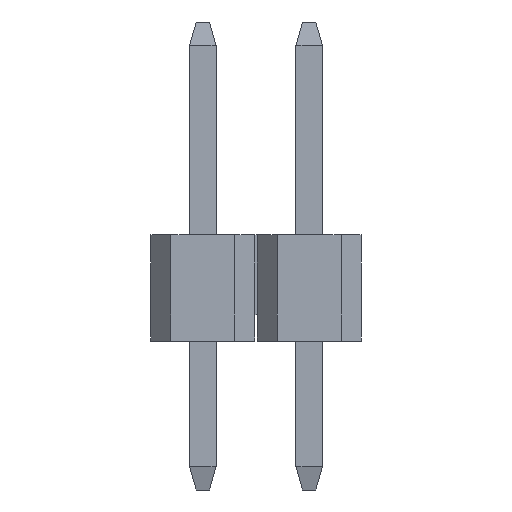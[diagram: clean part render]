
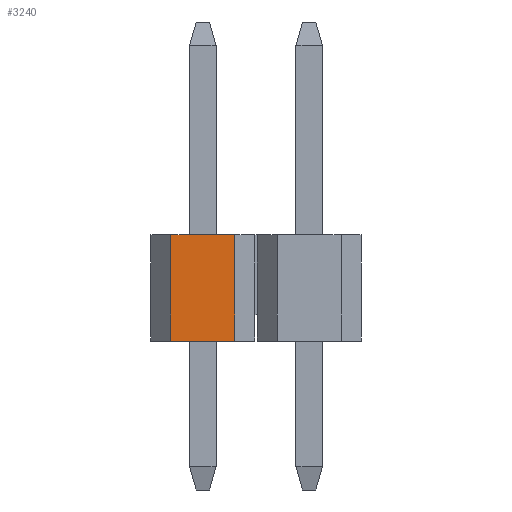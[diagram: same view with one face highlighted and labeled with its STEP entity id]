
A CAD part, left-side view. The second image highlights one B-rep face of the part: STEP entity #3240.
In plain terms, the highlighted planar face has unit normal (-1, 0, 0).
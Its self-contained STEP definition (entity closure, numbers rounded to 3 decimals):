
#55 = PLANE('',#56);
#56 = AXIS2_PLACEMENT_3D('',#57,#58,#59);
#57 = CARTESIAN_POINT('',(0.,-1.995,2.));
#58 = DIRECTION('',(0.,0.,1.));
#59 = DIRECTION('',(0.,1.,0.));
#2423 = PLANE('',#2424);
#2424 = AXIS2_PLACEMENT_3D('',#2425,#2426,#2427);
#2425 = CARTESIAN_POINT('',(-0.8,0.793,0.)
  );
#2426 = DIRECTION('',(-0.684,0.73,0.)
  );
#2427 = DIRECTION('',(-0.73,-0.684,0.
    ));
#2474 = PLANE('',#2475);
#2475 = AXIS2_PLACEMENT_3D('',#2476,#2477,#2478);
#2476 = CARTESIAN_POINT('',(-0.8,-0.783,
    0.));
#2477 = DIRECTION('',(-0.684,-0.73,0.
    ));
#2478 = DIRECTION('',(0.73,-0.684,0.
    ));
#2500 = PLANE('',#2501);
#2501 = AXIS2_PLACEMENT_3D('',#2502,#2503,#2504);
#2502 = CARTESIAN_POINT('',(0.,-1.995,
    0.));
#2503 = DIRECTION('',(0.,0.,1.));
#2504 = DIRECTION('',(0.,1.,0.));
#2897 = VERTEX_POINT('',#2898);
#2898 = CARTESIAN_POINT('',(-1.,-0.595,
    0.));
#2919 = EDGE_CURVE('',#2897,#2920,#2922,.T.);
#2920 = VERTEX_POINT('',#2921);
#2921 = CARTESIAN_POINT('',(-1.,0.605,0.));
#2922 = SURFACE_CURVE('',#2923,(#2927,#2934),.PCURVE_S1.);
#2923 = LINE('',#2924,#2925);
#2924 = CARTESIAN_POINT('',(-1.,-0.595,
    0.));
#2925 = VECTOR('',#2926,1.);
#2926 = DIRECTION('',(0.,1.,0.));
#2927 = PCURVE('',#2500,#2928);
#2928 = DEFINITIONAL_REPRESENTATION('',(#2929),#2933);
#2929 = LINE('',#2930,#2931);
#2930 = CARTESIAN_POINT('',(1.4,1.));
#2931 = VECTOR('',#2932,1.);
#2932 = DIRECTION('',(1.,0.));
#2933 = ( GEOMETRIC_REPRESENTATION_CONTEXT(2) 
PARAMETRIC_REPRESENTATION_CONTEXT() REPRESENTATION_CONTEXT('2D SPACE',''
  ) );
#2934 = PCURVE('',#2935,#2940);
#2935 = PLANE('',#2936);
#2936 = AXIS2_PLACEMENT_3D('',#2937,#2938,#2939);
#2937 = CARTESIAN_POINT('',(-1.,0.005,
    0.));
#2938 = DIRECTION('',(-1.,0.,0.));
#2939 = DIRECTION('',(0.,-1.,0.));
#2940 = DEFINITIONAL_REPRESENTATION('',(#2941),#2945);
#2941 = LINE('',#2942,#2943);
#2942 = CARTESIAN_POINT('',(0.6,0.));
#2943 = VECTOR('',#2944,1.);
#2944 = DIRECTION('',(-1.,0.));
#2945 = ( GEOMETRIC_REPRESENTATION_CONTEXT(2) 
PARAMETRIC_REPRESENTATION_CONTEXT() REPRESENTATION_CONTEXT('2D SPACE',''
  ) );
#3195 = VERTEX_POINT('',#3196);
#3196 = CARTESIAN_POINT('',(-1.,-0.595,2.));
#3217 = EDGE_CURVE('',#2897,#3195,#3218,.T.);
#3218 = SURFACE_CURVE('',#3219,(#3223,#3230),.PCURVE_S1.);
#3219 = LINE('',#3220,#3221);
#3220 = CARTESIAN_POINT('',(-1.,-0.595,
    0.));
#3221 = VECTOR('',#3222,1.);
#3222 = DIRECTION('',(0.,0.,1.));
#3223 = PCURVE('',#2474,#3224);
#3224 = DEFINITIONAL_REPRESENTATION('',(#3225),#3229);
#3225 = LINE('',#3226,#3227);
#3226 = CARTESIAN_POINT('',(-0.274,0.));
#3227 = VECTOR('',#3228,1.);
#3228 = DIRECTION('',(0.,1.));
#3229 = ( GEOMETRIC_REPRESENTATION_CONTEXT(2) 
PARAMETRIC_REPRESENTATION_CONTEXT() REPRESENTATION_CONTEXT('2D SPACE',''
  ) );
#3230 = PCURVE('',#2935,#3231);
#3231 = DEFINITIONAL_REPRESENTATION('',(#3232),#3236);
#3232 = LINE('',#3233,#3234);
#3233 = CARTESIAN_POINT('',(0.6,0.));
#3234 = VECTOR('',#3235,1.);
#3235 = DIRECTION('',(0.,1.));
#3236 = ( GEOMETRIC_REPRESENTATION_CONTEXT(2) 
PARAMETRIC_REPRESENTATION_CONTEXT() REPRESENTATION_CONTEXT('2D SPACE',''
  ) );
#3240 = ADVANCED_FACE('',(#3241),#2935,.T.);
#3241 = FACE_BOUND('',#3242,.T.);
#3242 = EDGE_LOOP('',(#3243,#3266,#3287,#3288));
#3243 = ORIENTED_EDGE('',*,*,#3244,.T.);
#3244 = EDGE_CURVE('',#3195,#3245,#3247,.T.);
#3245 = VERTEX_POINT('',#3246);
#3246 = CARTESIAN_POINT('',(-1.,0.605,2.));
#3247 = SURFACE_CURVE('',#3248,(#3252,#3259),.PCURVE_S1.);
#3248 = LINE('',#3249,#3250);
#3249 = CARTESIAN_POINT('',(-1.,-0.595,2.));
#3250 = VECTOR('',#3251,1.);
#3251 = DIRECTION('',(0.,1.,0.));
#3252 = PCURVE('',#2935,#3253);
#3253 = DEFINITIONAL_REPRESENTATION('',(#3254),#3258);
#3254 = LINE('',#3255,#3256);
#3255 = CARTESIAN_POINT('',(0.6,2.));
#3256 = VECTOR('',#3257,1.);
#3257 = DIRECTION('',(-1.,0.));
#3258 = ( GEOMETRIC_REPRESENTATION_CONTEXT(2) 
PARAMETRIC_REPRESENTATION_CONTEXT() REPRESENTATION_CONTEXT('2D SPACE',''
  ) );
#3259 = PCURVE('',#55,#3260);
#3260 = DEFINITIONAL_REPRESENTATION('',(#3261),#3265);
#3261 = LINE('',#3262,#3263);
#3262 = CARTESIAN_POINT('',(1.4,1.));
#3263 = VECTOR('',#3264,1.);
#3264 = DIRECTION('',(1.,0.));
#3265 = ( GEOMETRIC_REPRESENTATION_CONTEXT(2) 
PARAMETRIC_REPRESENTATION_CONTEXT() REPRESENTATION_CONTEXT('2D SPACE',''
  ) );
#3266 = ORIENTED_EDGE('',*,*,#3267,.F.);
#3267 = EDGE_CURVE('',#2920,#3245,#3268,.T.);
#3268 = SURFACE_CURVE('',#3269,(#3273,#3280),.PCURVE_S1.);
#3269 = LINE('',#3270,#3271);
#3270 = CARTESIAN_POINT('',(-1.,0.605,0.));
#3271 = VECTOR('',#3272,1.);
#3272 = DIRECTION('',(0.,0.,1.));
#3273 = PCURVE('',#2935,#3274);
#3274 = DEFINITIONAL_REPRESENTATION('',(#3275),#3279);
#3275 = LINE('',#3276,#3277);
#3276 = CARTESIAN_POINT('',(-0.6,0.));
#3277 = VECTOR('',#3278,1.);
#3278 = DIRECTION('',(0.,1.));
#3279 = ( GEOMETRIC_REPRESENTATION_CONTEXT(2) 
PARAMETRIC_REPRESENTATION_CONTEXT() REPRESENTATION_CONTEXT('2D SPACE',''
  ) );
#3280 = PCURVE('',#2423,#3281);
#3281 = DEFINITIONAL_REPRESENTATION('',(#3282),#3286);
#3282 = LINE('',#3283,#3284);
#3283 = CARTESIAN_POINT('',(0.274,0.));
#3284 = VECTOR('',#3285,1.);
#3285 = DIRECTION('',(0.,1.));
#3286 = ( GEOMETRIC_REPRESENTATION_CONTEXT(2) 
PARAMETRIC_REPRESENTATION_CONTEXT() REPRESENTATION_CONTEXT('2D SPACE',''
  ) );
#3287 = ORIENTED_EDGE('',*,*,#2919,.F.);
#3288 = ORIENTED_EDGE('',*,*,#3217,.T.);
